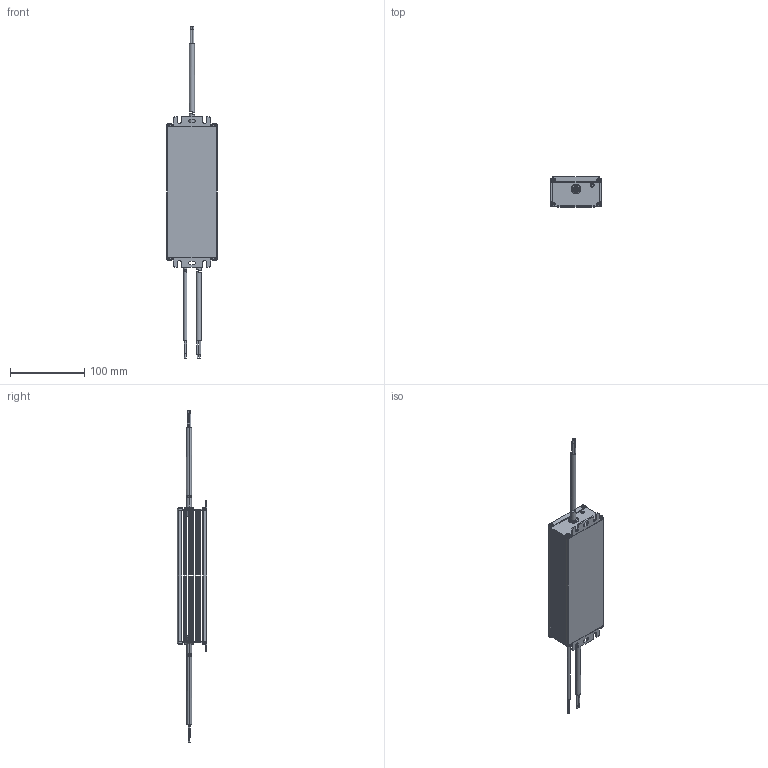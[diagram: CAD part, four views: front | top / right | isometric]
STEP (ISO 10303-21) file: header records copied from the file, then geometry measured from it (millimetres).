
FILE_DESCRIPTION (( 'STEP AP203' ), '1' );
FILE_NAME ('A5418 ME150H105AQ_CP.STEP', '2015-02-27T06:04:00', ( 'Lenovo User' ), ( 'Lenovo (Beijing) Limited' ), 'SwSTEP 2.0', 'SolidWorks 2012', '' );
FILE_SCHEMA (( 'CONFIG_CONTROL_DESIGN' ));
Length unit declared in the file: millimetre
Products named in the file (1): A5418 ME150H105AQ_CP
Bounding box: 67.5 x 40 x 446 mm (x, y, z)
Surface area: 78190.6 mm2 (no closed solid volume)
Topology: 0 solids, 107 shells, 947 faces, 3466 edges, 2539 vertices
Faces by surface type: plane 483, cylinder 293, cone 133, torus 22, sphere 16
Entity records: 37196 total; most frequent: CARTESIAN_POINT 7226, DIRECTION 6513, ORIENTED_EDGE 5612, EDGE_CURVE 3466, VERTEX_POINT 2539, AXIS2_PLACEMENT_3D 2190, LINE 2133, VECTOR 2133
